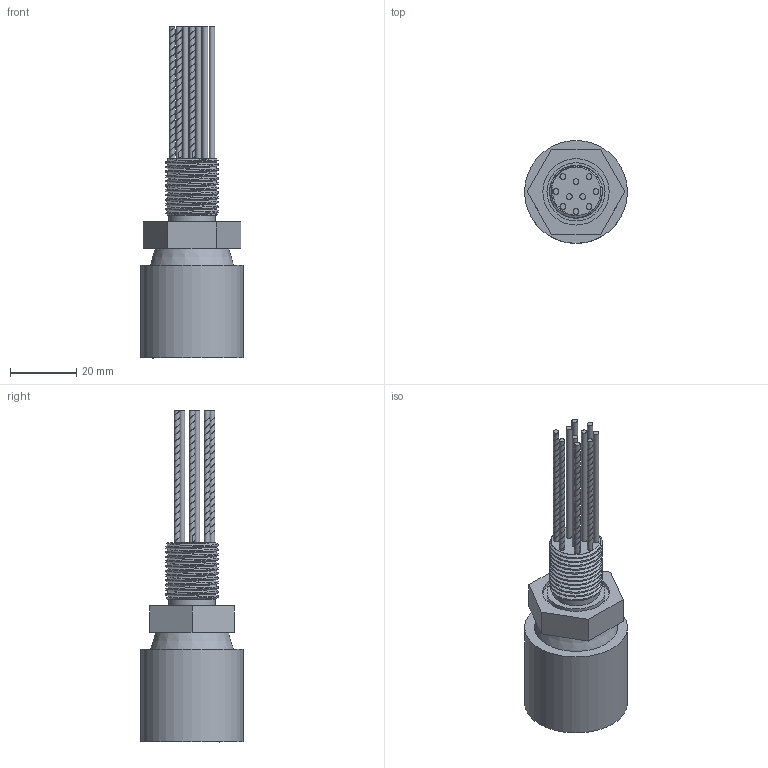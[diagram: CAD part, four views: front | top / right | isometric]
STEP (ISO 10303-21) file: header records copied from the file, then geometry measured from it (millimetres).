
FILE_DESCRIPTION(/* description */ (''),/* implementation_level */ '2;1');
FILE_NAME(/* name */ 'BH10F.stp',/* time_stamp */ '2016-02-08T14:18:12+01:00',/* author */ ('sh'),/* organization */ (''),/* preprocessor_version */ 'ST-DEVELOPER v15.2',/* originating_system */ 'Autodesk Inventor 2014',/* authorisation */ '');
FILE_SCHEMA (('AUTOMOTIVE_DESIGN { 1 0 10303 214 3 1 1 }'));
Length unit declared in the file: millimetre
Products named in the file (1): BH10F
Bounding box: 31 x 31 x 100 mm (x, y, z)
Volume: 28610.1 mm3; surface area: 12257.9 mm2
Topology: 1 solids, 1 shells, 283 faces, 699 edges, 460 vertices
Faces by surface type: plane 127, bspline 124, cylinder 29, cone 3
Full cylindrical faces by diameter (mm): 1.7 x6, 4.8 x10, 14.143 x1, 17.5 x1, 20 x1, 31 x1
Entity records: 14761 total; most frequent: CARTESIAN_POINT 8797, ORIENTED_EDGE 1362, DIRECTION 796, EDGE_CURVE 677, VERTEX_POINT 459, LINE 368, VECTOR 368, EDGE_LOOP 346
